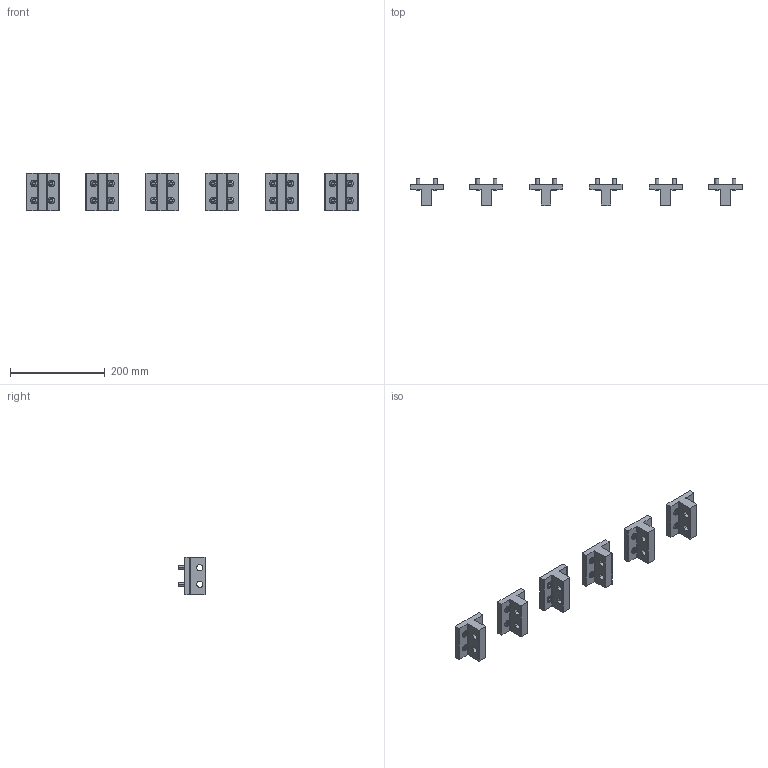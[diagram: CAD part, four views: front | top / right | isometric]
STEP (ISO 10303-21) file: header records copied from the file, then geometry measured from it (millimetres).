
FILE_DESCRIPTION(('CATIA V5 STEP Exchange'),'2;1');
FILE_NAME('1SDH001252R0247_1PA_001_00_E6.2_III_W_TERMINALS_VR_UPPER_5000A.stp','2014-03-07T08:17:29+00:00',('none'),('none'),'CATIA Version 5 Release 20 SP 1 (IN-10)','CATIA V5 STEP AP214','none');
FILE_SCHEMA(('AUTOMOTIVE_DESIGN { 1 0 10303 214 1 1 1 1 }'));
Length unit declared in the file: millimetre
Products named in the file (1): 1SDH001252R0247_1PA_001_00_E6.2_III_W_TERMINALS_VR_UPPER_5000A
Bounding box: 700 x 57 x 80 mm (x, y, z)
Volume: 684617.1 mm3; surface area: 164464.8 mm2
Topology: 30 solids, 30 shells, 684 faces, 1632 edges, 1056 vertices
Faces by surface type: plane 324, cylinder 264, revolution 48, torus 48
Entity records: 19264 total; most frequent: CARTESIAN_POINT 3769, ORIENTED_EDGE 3264, DIRECTION 2616, EDGE_CURVE 1632, AXIS2_PLACEMENT_3D 1201, VERTEX_POINT 1056, VECTOR 864, LINE 864
